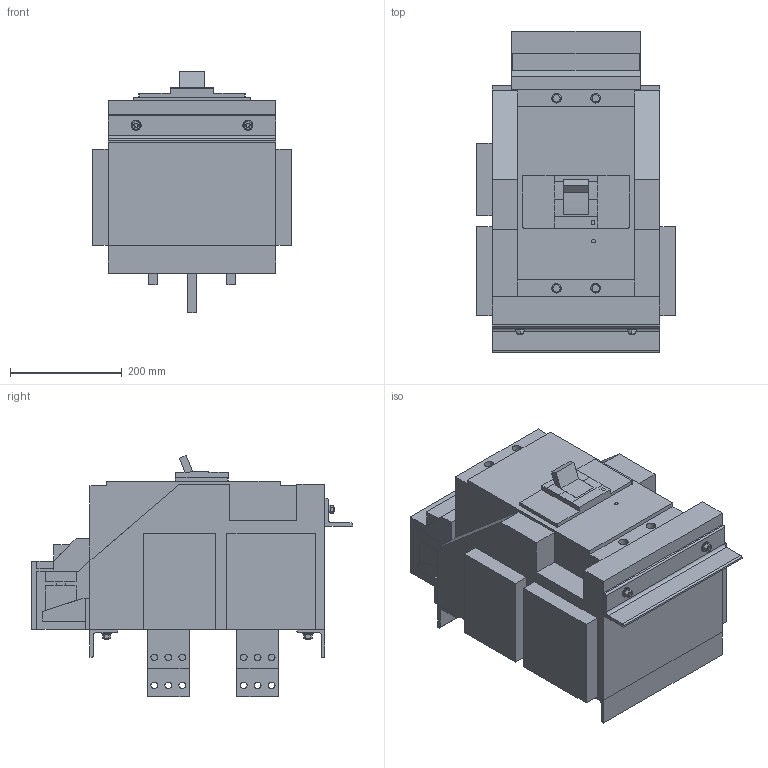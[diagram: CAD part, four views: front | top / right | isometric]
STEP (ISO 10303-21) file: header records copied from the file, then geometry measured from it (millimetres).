
FILE_DESCRIPTION(('CoCreate Modeling STEP Export'),'2;1');
FILE_NAME('Ｓ１６００ＮＥ３Ｄ.stp','2016-03-30T 9:32:40',(''),(''),'CoCreate Modeling STEP processor for AP214 (Solid Model)','CoCreate Modeling 17.0 01-Apr-2010 (C) Parametric Technology GmbH','');
FILE_SCHEMA(('AUTOMOTIVE_DESIGN { 1 0 10303 214 1 1 1 1 }'));
Length unit declared in the file: millimetre
Products named in the file (17): P4; P5.5; P2; P3; P4.2; P4.1; P4.3; P3.1; P1; P6.3; P7.2; P8; P9.5; P10.1; P3.2; P6.4; Ｓ１６００ＮＥ３Ｄ
Assembly tree (39 placements, depth 2):
  Ｓ１６００ＮＥ３Ｄ
    P6.4  x2
    P5.5  x6
    P10.1  x6
    P9.5  x6
    P3.2
    P8  x2
    P7.2  x4
    P6.3  x4
    P1
    P3.1
    P4.3
    P4.1
    P4.2
    P3
    P2
    P4
Bounding box: 356 x 575 x 431.3 mm (x, y, z)
Volume: 38909793.4 mm3; surface area: 1469059.1 mm2
Topology: 39 solids, 39 shells, 505 faces, 1186 edges, 782 vertices
Faces by surface type: plane 315, cylinder 182, torus 8
Entity records: 9454 total; most frequent: ORIENTED_EDGE 1544, CARTESIAN_POINT 1481, DIRECTION 1391, EDGE_CURVE 772, VECTOR 559, LINE 559, VERTEX_POINT 506, AXIS2_PLACEMENT_3D 416
